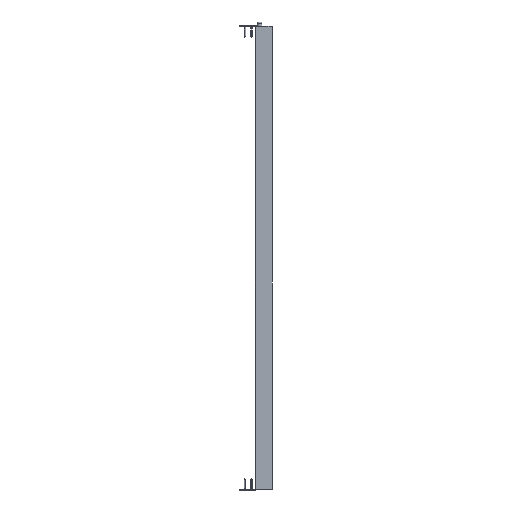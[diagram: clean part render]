
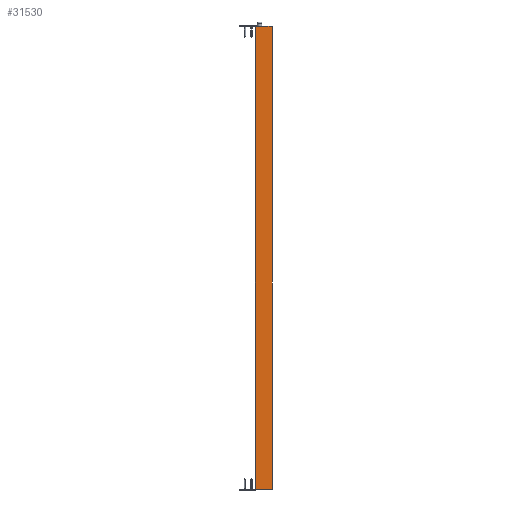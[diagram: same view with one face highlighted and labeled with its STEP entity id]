
A CAD part, left-side view. The second image highlights one B-rep face of the part: STEP entity #31530.
In plain terms, the highlighted planar face has unit normal (-1, 0.007, 0).
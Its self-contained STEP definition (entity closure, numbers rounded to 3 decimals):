
#330 = EDGE_CURVE ( 'NONE', #19416, #30477, #16104, .T. ) ;
#1998 = DIRECTION ( 'NONE',  ( -0.007, -1., 0. ) ) ;
#2915 = VECTOR ( 'NONE', #25078, 1000. ) ;
#3669 = FACE_OUTER_BOUND ( 'NONE', #31358, .T. ) ;
#5206 = EDGE_CURVE ( 'NONE', #27599, #16625, #15368, .T. ) ;
#5598 = DIRECTION ( 'NONE',  ( -0.007, -1., 0. ) ) ;
#8609 = EDGE_CURVE ( 'NONE', #27599, #30477, #40407, .T. ) ;
#10224 = PLANE ( 'NONE',  #14183 ) ;
#11831 = VECTOR ( 'NONE', #31731, 1000. ) ;
#12211 = CARTESIAN_POINT ( 'NONE',  ( -6.382, -0.695, -832. ) ) ;
#12750 = CARTESIAN_POINT ( 'NONE',  ( -6.377, 0., -832. ) ) ;
#14183 = AXIS2_PLACEMENT_3D ( 'NONE', #15717, #28602, #38322 ) ;
#15368 = LINE ( 'NONE', #12211, #2915 ) ;
#15717 = CARTESIAN_POINT ( 'NONE',  ( -6.377, 0., -832. ) ) ;
#16104 = LINE ( 'NONE', #19056, #11831 ) ;
#16625 = VERTEX_POINT ( 'NONE', #36656 ) ;
#16975 = CARTESIAN_POINT ( 'NONE',  ( -6.382, -0.695, 0. ) ) ;
#17053 = ORIENTED_EDGE ( 'NONE', *, *, #330, .T. ) ;
#19056 = CARTESIAN_POINT ( 'NONE',  ( -6.599, -29.85, -832. ) ) ;
#19416 = VERTEX_POINT ( 'NONE', #29196 ) ;
#20020 = VECTOR ( 'NONE', #5598, 1000. ) ;
#24357 = CARTESIAN_POINT ( 'NONE',  ( -6.377, 0., 0. ) ) ;
#25078 = DIRECTION ( 'NONE',  ( 0., 0., -1. ) ) ;
#25455 = VECTOR ( 'NONE', #1998, 1000. ) ;
#26941 = CARTESIAN_POINT ( 'NONE',  ( -6.599, -29.85, 0. ) ) ;
#27599 = VERTEX_POINT ( 'NONE', #16975 ) ;
#27949 = ORIENTED_EDGE ( 'NONE', *, *, #5206, .T. ) ;
#28438 = EDGE_CURVE ( 'NONE', #16625, #19416, #34508, .T. ) ;
#28602 = DIRECTION ( 'NONE',  ( -1., 0.007, 0. ) ) ;
#29196 = CARTESIAN_POINT ( 'NONE',  ( -6.599, -29.85, -832. ) ) ;
#29638 = ORIENTED_EDGE ( 'NONE', *, *, #8609, .F. ) ;
#30477 = VERTEX_POINT ( 'NONE', #26941 ) ;
#31163 = ORIENTED_EDGE ( 'NONE', *, *, #28438, .T. ) ;
#31358 = EDGE_LOOP ( 'NONE', ( #31163, #17053, #29638, #27949 ) ) ;
#31530 = ADVANCED_FACE ( 'NONE', ( #3669 ), #10224, .T. ) ;
#31731 = DIRECTION ( 'NONE',  ( 0., 0., 1. ) ) ;
#34508 = LINE ( 'NONE', #12750, #20020 ) ;
#36656 = CARTESIAN_POINT ( 'NONE',  ( -6.382, -0.695, -832. ) ) ;
#38322 = DIRECTION ( 'NONE',  ( -0.007, -1., 0. ) ) ;
#40407 = LINE ( 'NONE', #24357, #25455 ) ;
